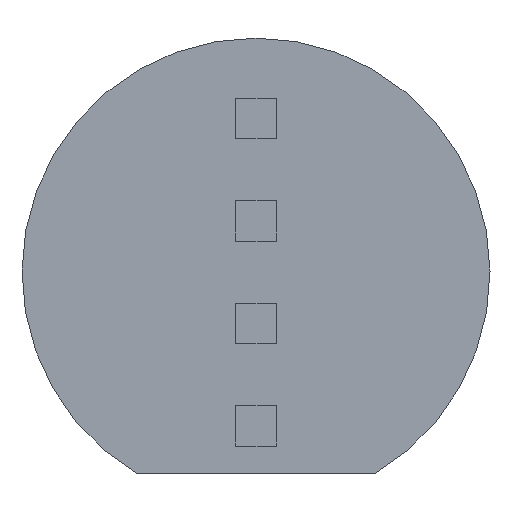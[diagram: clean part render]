
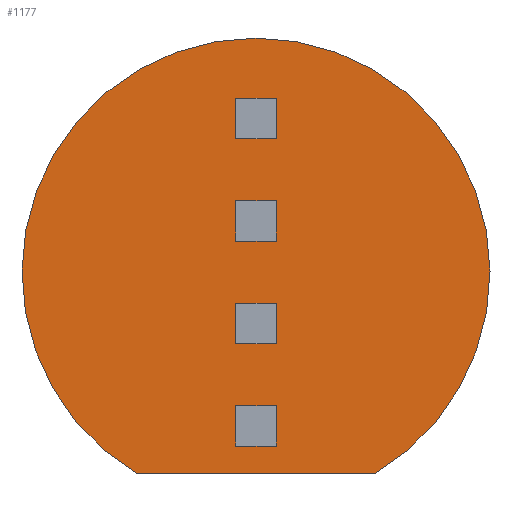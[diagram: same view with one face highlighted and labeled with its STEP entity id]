
A CAD part, front view. The second image highlights one B-rep face of the part: STEP entity #1177.
In plain terms, the highlighted planar face has unit normal (0, -1, 0).
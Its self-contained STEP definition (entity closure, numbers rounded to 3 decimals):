
#7 = EDGE_CURVE ( 'NONE', #859, #1240, #716, .T. ) ;
#23 = CARTESIAN_POINT ( 'NONE',  ( -0.25, 0., 1.655 ) ) ;
#25 = VECTOR ( 'NONE', #28, 1000. ) ;
#28 = DIRECTION ( 'NONE',  ( 1., 0., 0. ) ) ;
#31 = VERTEX_POINT ( 'NONE', #658 ) ;
#42 = AXIS2_PLACEMENT_3D ( 'NONE', #43, #265, #851 ) ;
#43 = CARTESIAN_POINT ( 'NONE',  ( 0., 0., 0. ) ) ;
#49 = LINE ( 'NONE', #180, #689 ) ;
#71 = FACE_BOUND ( 'NONE', #197, .T. ) ;
#72 = CARTESIAN_POINT ( 'NONE',  ( -0.25, 0., -0.885 ) ) ;
#76 = DIRECTION ( 'NONE',  ( 0., 1., 0. ) ) ;
#77 = EDGE_CURVE ( 'NONE', #859, #412, #133, .T. ) ;
#82 = CARTESIAN_POINT ( 'NONE',  ( 0., 0., 0. ) ) ;
#86 = CARTESIAN_POINT ( 'NONE',  ( -0.25, 0., 1.655 ) ) ;
#94 = LINE ( 'NONE', #318, #575 ) ;
#98 = CARTESIAN_POINT ( 'NONE',  ( 0.25, 0., -0.885 ) ) ;
#100 = CARTESIAN_POINT ( 'NONE',  ( 0.25, 0., 1.655 ) ) ;
#108 = LINE ( 'NONE', #685, #649 ) ;
#110 = EDGE_CURVE ( 'NONE', #412, #181, #1228, .T. ) ;
#111 = ORIENTED_EDGE ( 'NONE', *, *, #1258, .F. ) ;
#121 = DIRECTION ( 'NONE',  ( 1., 0., 0. ) ) ;
#122 = LINE ( 'NONE', #836, #255 ) ;
#124 = VERTEX_POINT ( 'NONE', #477 ) ;
#129 = CARTESIAN_POINT ( 'NONE',  ( -0.25, 0., 2.155 ) ) ;
#133 = LINE ( 'NONE', #863, #592 ) ;
#159 = CARTESIAN_POINT ( 'NONE',  ( 0.25, 0., 0.885 ) ) ;
#160 = VECTOR ( 'NONE', #362, 1000. ) ;
#180 = CARTESIAN_POINT ( 'NONE',  ( 0.25, 0., 0.385 ) ) ;
#181 = VERTEX_POINT ( 'NONE', #975 ) ;
#192 = CARTESIAN_POINT ( 'NONE',  ( 0.25, 0., -1.655 ) ) ;
#195 = EDGE_LOOP ( 'NONE', ( #985, #258, #987, #908 ) ) ;
#197 = EDGE_LOOP ( 'NONE', ( #697, #1236, #1040, #1108 ) ) ;
#207 = EDGE_CURVE ( 'NONE', #1166, #608, #49, .T. ) ;
#210 = VERTEX_POINT ( 'NONE', #1102 ) ;
#220 = LINE ( 'NONE', #872, #572 ) ;
#224 = LINE ( 'NONE', #129, #272 ) ;
#229 = ORIENTED_EDGE ( 'NONE', *, *, #7, .F. ) ;
#230 = DIRECTION ( 'NONE',  ( 1., 0., 0. ) ) ;
#235 = PLANE ( 'NONE',  #42 ) ;
#239 = CIRCLE ( 'NONE', #847, 2.9 ) ;
#252 = LINE ( 'NONE', #1246, #1174 ) ;
#255 = VECTOR ( 'NONE', #343, 1000. ) ;
#258 = ORIENTED_EDGE ( 'NONE', *, *, #728, .T. ) ;
#265 = DIRECTION ( 'NONE',  ( 0., 1., 0. ) ) ;
#272 = VECTOR ( 'NONE', #230, 1000. ) ;
#273 = DIRECTION ( 'NONE',  ( 0., 0., 1. ) ) ;
#282 = CARTESIAN_POINT ( 'NONE',  ( -0.25, 0., -2.155 ) ) ;
#292 = VERTEX_POINT ( 'NONE', #495 ) ;
#295 = DIRECTION ( 'NONE',  ( 1., 0., 0. ) ) ;
#297 = CARTESIAN_POINT ( 'NONE',  ( 0.25, 0., 1.655 ) ) ;
#298 = LINE ( 'NONE', #86, #1051 ) ;
#318 = CARTESIAN_POINT ( 'NONE',  ( -0.25, 0., 0.885 ) ) ;
#320 = VERTEX_POINT ( 'NONE', #885 ) ;
#324 = CARTESIAN_POINT ( 'NONE',  ( -0.25, 0., 0.885 ) ) ;
#343 = DIRECTION ( 'NONE',  ( 1., 0., 0. ) ) ;
#359 = LINE ( 'NONE', #638, #1127 ) ;
#362 = DIRECTION ( 'NONE',  ( 0., 0., 1. ) ) ;
#364 = ORIENTED_EDGE ( 'NONE', *, *, #207, .F. ) ;
#380 = DIRECTION ( 'NONE',  ( 0., 0., 1. ) ) ;
#412 = VERTEX_POINT ( 'NONE', #1017 ) ;
#423 = CARTESIAN_POINT ( 'NONE',  ( -0.25, 0., -2.155 ) ) ;
#424 = VERTEX_POINT ( 'NONE', #324 ) ;
#435 = VERTEX_POINT ( 'NONE', #423 ) ;
#455 = CARTESIAN_POINT ( 'NONE',  ( -0.25, 0., -0.885 ) ) ;
#460 = EDGE_CURVE ( 'NONE', #210, #31, #224, .T. ) ;
#465 = DIRECTION ( 'NONE',  ( 0., 0., 1. ) ) ;
#477 = CARTESIAN_POINT ( 'NONE',  ( 1.47, 0., -2.5 ) ) ;
#478 = EDGE_CURVE ( 'NONE', #972, #990, #1069, .T. ) ;
#493 = EDGE_CURVE ( 'NONE', #435, #645, #122, .T. ) ;
#495 = CARTESIAN_POINT ( 'NONE',  ( -0.25, 0., 0.385 ) ) ;
#501 = EDGE_LOOP ( 'NONE', ( #229, #974, #1238, #111 ) ) ;
#512 = FACE_OUTER_BOUND ( 'NONE', #565, .T. ) ;
#517 = CARTESIAN_POINT ( 'NONE',  ( 0.25, 0., 0.385 ) ) ;
#533 = CARTESIAN_POINT ( 'NONE',  ( -1.47, 0., -2.5 ) ) ;
#535 = LINE ( 'NONE', #98, #776 ) ;
#553 = CARTESIAN_POINT ( 'NONE',  ( 0.25, 0., -0.885 ) ) ;
#554 = LINE ( 'NONE', #1029, #160 ) ;
#556 = VECTOR ( 'NONE', #583, 1000. ) ;
#557 = VECTOR ( 'NONE', #1146, 1000. ) ;
#563 = VERTEX_POINT ( 'NONE', #533 ) ;
#565 = EDGE_LOOP ( 'NONE', ( #567, #1004 ) ) ;
#567 = ORIENTED_EDGE ( 'NONE', *, *, #690, .F. ) ;
#572 = VECTOR ( 'NONE', #1067, 1000. ) ;
#575 = VECTOR ( 'NONE', #121, 1000. ) ;
#578 = DIRECTION ( 'NONE',  ( 1., 0., 0. ) ) ;
#583 = DIRECTION ( 'NONE',  ( 0., 0., 1. ) ) ;
#592 = VECTOR ( 'NONE', #1171, 1000. ) ;
#597 = EDGE_CURVE ( 'NONE', #124, #563, #359, .T. ) ;
#608 = VERTEX_POINT ( 'NONE', #159 ) ;
#617 = FACE_BOUND ( 'NONE', #833, .T. ) ;
#630 = DIRECTION ( 'NONE',  ( -1., 0., 0. ) ) ;
#638 = CARTESIAN_POINT ( 'NONE',  ( -1.47, 0., -2.5 ) ) ;
#645 = VERTEX_POINT ( 'NONE', #947 ) ;
#649 = VECTOR ( 'NONE', #578, 1000. ) ;
#658 = CARTESIAN_POINT ( 'NONE',  ( 0.25, 0., 2.155 ) ) ;
#671 = ORIENTED_EDGE ( 'NONE', *, *, #832, .T. ) ;
#678 = VECTOR ( 'NONE', #295, 1000. ) ;
#685 = CARTESIAN_POINT ( 'NONE',  ( -0.25, 0., -1.655 ) ) ;
#689 = VECTOR ( 'NONE', #888, 1000. ) ;
#690 = EDGE_CURVE ( 'NONE', #563, #124, #239, .T. ) ;
#697 = ORIENTED_EDGE ( 'NONE', *, *, #478, .F. ) ;
#716 = LINE ( 'NONE', #455, #730 ) ;
#725 = LINE ( 'NONE', #282, #557 ) ;
#728 = EDGE_CURVE ( 'NONE', #435, #320, #725, .T. ) ;
#730 = VECTOR ( 'NONE', #755, 1000. ) ;
#755 = DIRECTION ( 'NONE',  ( 1., 0., 0. ) ) ;
#761 = EDGE_CURVE ( 'NONE', #972, #210, #298, .T. ) ;
#776 = VECTOR ( 'NONE', #380, 1000. ) ;
#832 = EDGE_CURVE ( 'NONE', #292, #424, #252, .T. ) ;
#833 = EDGE_LOOP ( 'NONE', ( #1209, #671, #850, #364 ) ) ;
#836 = CARTESIAN_POINT ( 'NONE',  ( -0.25, 0., -2.155 ) ) ;
#847 = AXIS2_PLACEMENT_3D ( 'NONE', #82, #76, #852 ) ;
#850 = ORIENTED_EDGE ( 'NONE', *, *, #1077, .T. ) ;
#851 = DIRECTION ( 'NONE',  ( 0., 0., 1. ) ) ;
#852 = DIRECTION ( 'NONE',  ( 0., 0., 1. ) ) ;
#859 = VERTEX_POINT ( 'NONE', #72 ) ;
#863 = CARTESIAN_POINT ( 'NONE',  ( -0.25, 0., -0.885 ) ) ;
#872 = CARTESIAN_POINT ( 'NONE',  ( -0.25, 0., 0.385 ) ) ;
#875 = EDGE_CURVE ( 'NONE', #990, #31, #1232, .T. ) ;
#876 = CARTESIAN_POINT ( 'NONE',  ( -0.25, 0., 1.655 ) ) ;
#885 = CARTESIAN_POINT ( 'NONE',  ( -0.25, 0., -1.655 ) ) ;
#886 = EDGE_CURVE ( 'NONE', #320, #909, #108, .T. ) ;
#888 = DIRECTION ( 'NONE',  ( 0., 0., 1. ) ) ;
#908 = ORIENTED_EDGE ( 'NONE', *, *, #1178, .F. ) ;
#909 = VERTEX_POINT ( 'NONE', #192 ) ;
#947 = CARTESIAN_POINT ( 'NONE',  ( 0.25, 0., -2.155 ) ) ;
#972 = VERTEX_POINT ( 'NONE', #876 ) ;
#974 = ORIENTED_EDGE ( 'NONE', *, *, #77, .T. ) ;
#975 = CARTESIAN_POINT ( 'NONE',  ( 0.25, 0., -0.385 ) ) ;
#985 = ORIENTED_EDGE ( 'NONE', *, *, #493, .F. ) ;
#987 = ORIENTED_EDGE ( 'NONE', *, *, #886, .T. ) ;
#990 = VERTEX_POINT ( 'NONE', #297 ) ;
#1004 = ORIENTED_EDGE ( 'NONE', *, *, #597, .F. ) ;
#1017 = CARTESIAN_POINT ( 'NONE',  ( -0.25, 0., -0.385 ) ) ;
#1029 = CARTESIAN_POINT ( 'NONE',  ( 0.25, 0., -2.155 ) ) ;
#1040 = ORIENTED_EDGE ( 'NONE', *, *, #460, .T. ) ;
#1051 = VECTOR ( 'NONE', #465, 1000. ) ;
#1067 = DIRECTION ( 'NONE',  ( 1., 0., 0. ) ) ;
#1069 = LINE ( 'NONE', #23, #25 ) ;
#1077 = EDGE_CURVE ( 'NONE', #424, #608, #94, .T. ) ;
#1102 = CARTESIAN_POINT ( 'NONE',  ( -0.25, 0., 2.155 ) ) ;
#1108 = ORIENTED_EDGE ( 'NONE', *, *, #875, .F. ) ;
#1127 = VECTOR ( 'NONE', #630, 1000. ) ;
#1146 = DIRECTION ( 'NONE',  ( 0., 0., 1. ) ) ;
#1166 = VERTEX_POINT ( 'NONE', #517 ) ;
#1171 = DIRECTION ( 'NONE',  ( 0., 0., 1. ) ) ;
#1174 = VECTOR ( 'NONE', #273, 1000. ) ;
#1175 = FACE_BOUND ( 'NONE', #501, .T. ) ;
#1177 = ADVANCED_FACE ( 'NONE', ( #617, #1233, #512, #1175, #71 ), #235, .F. ) ;
#1178 = EDGE_CURVE ( 'NONE', #645, #909, #554, .T. ) ;
#1209 = ORIENTED_EDGE ( 'NONE', *, *, #1272, .F. ) ;
#1228 = LINE ( 'NONE', #1259, #678 ) ;
#1232 = LINE ( 'NONE', #100, #556 ) ;
#1233 = FACE_BOUND ( 'NONE', #195, .T. ) ;
#1236 = ORIENTED_EDGE ( 'NONE', *, *, #761, .T. ) ;
#1238 = ORIENTED_EDGE ( 'NONE', *, *, #110, .T. ) ;
#1240 = VERTEX_POINT ( 'NONE', #553 ) ;
#1246 = CARTESIAN_POINT ( 'NONE',  ( -0.25, 0., 0.385 ) ) ;
#1258 = EDGE_CURVE ( 'NONE', #1240, #181, #535, .T. ) ;
#1259 = CARTESIAN_POINT ( 'NONE',  ( -0.25, 0., -0.385 ) ) ;
#1272 = EDGE_CURVE ( 'NONE', #292, #1166, #220, .T. ) ;
